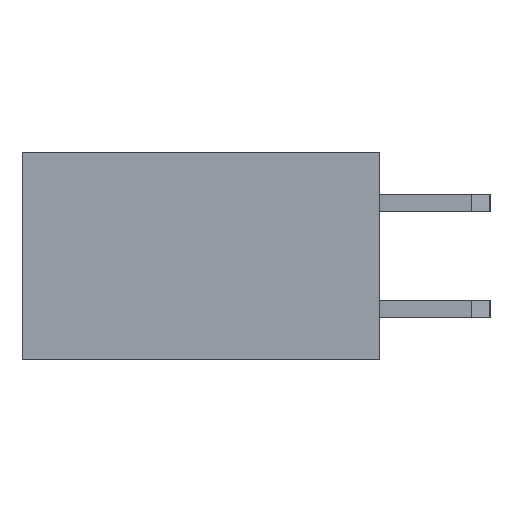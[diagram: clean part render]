
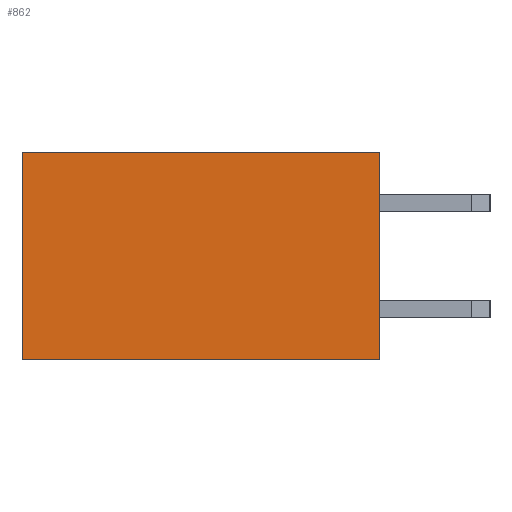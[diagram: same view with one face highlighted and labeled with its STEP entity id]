
A CAD part, left-side view. The second image highlights one B-rep face of the part: STEP entity #862.
In plain terms, the highlighted planar face has unit normal (-1, 0, 0).
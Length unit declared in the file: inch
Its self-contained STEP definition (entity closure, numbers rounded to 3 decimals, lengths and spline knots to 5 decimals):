
#862 = ADVANCED_FACE( '', ( #1980 ), #1981, .F. );
#1980 = FACE_OUTER_BOUND( '', #3374, .T. );
#1981 = PLANE( '', #3375 );
#3374 = EDGE_LOOP( '', ( #5988, #5989, #5990, #5991 ) );
#3375 = AXIS2_PLACEMENT_3D( '', #5992, #5993, #5994 );
#5988 = ORIENTED_EDGE( '', *, *, #9257, .T. );
#5989 = ORIENTED_EDGE( '', *, *, #8854, .F. );
#5990 = ORIENTED_EDGE( '', *, *, #9258, .F. );
#5991 = ORIENTED_EDGE( '', *, *, #8690, .T. );
#5992 = CARTESIAN_POINT( '', ( -0.81, 0.335, -0.0975 ) );
#5993 = DIRECTION( '', ( 1., 0., 0. ) );
#5994 = DIRECTION( '', ( 0., 0., -1. ) );
#8690 = EDGE_CURVE( '', #10649, #10647, #10650, .T. );
#8854 = EDGE_CURVE( '', #10914, #10916, #10917, .T. );
#9257 = EDGE_CURVE( '', #10647, #10916, #11535, .T. );
#9258 = EDGE_CURVE( '', #10649, #10914, #11536, .T. );
#10647 = VERTEX_POINT( '', #13420 );
#10649 = VERTEX_POINT( '', #13423 );
#10650 = LINE( '', #13424, #13425 );
#10914 = VERTEX_POINT( '', #13816 );
#10916 = VERTEX_POINT( '', #13819 );
#10917 = LINE( '', #13820, #13821 );
#11535 = LINE( '', #14769, #14770 );
#11536 = LINE( '', #14771, #14772 );
#13420 = CARTESIAN_POINT( '', ( -0.81, 0., -0.0975 ) );
#13423 = CARTESIAN_POINT( '', ( -0.81, 0.335, -0.0975 ) );
#13424 = CARTESIAN_POINT( '', ( -0.81, 0.335, -0.0975 ) );
#13425 = VECTOR( '', #16168, 39.37008 );
#13816 = CARTESIAN_POINT( '', ( -0.81, 0.335, 0.0975 ) );
#13819 = CARTESIAN_POINT( '', ( -0.81, 0., 0.0975 ) );
#13820 = CARTESIAN_POINT( '', ( -0.81, 0.335, 0.0975 ) );
#13821 = VECTOR( '', #16297, 39.37008 );
#14769 = CARTESIAN_POINT( '', ( -0.81, 0., -0.0975 ) );
#14770 = VECTOR( '', #16628, 39.37008 );
#14771 = CARTESIAN_POINT( '', ( -0.81, 0.335, -0.0975 ) );
#14772 = VECTOR( '', #16629, 39.37008 );
#16168 = DIRECTION( '', ( 0., -1., 0. ) );
#16297 = DIRECTION( '', ( 0., -1., 0. ) );
#16628 = DIRECTION( '', ( 0., 0., 1. ) );
#16629 = DIRECTION( '', ( 0., 0., 1. ) );
